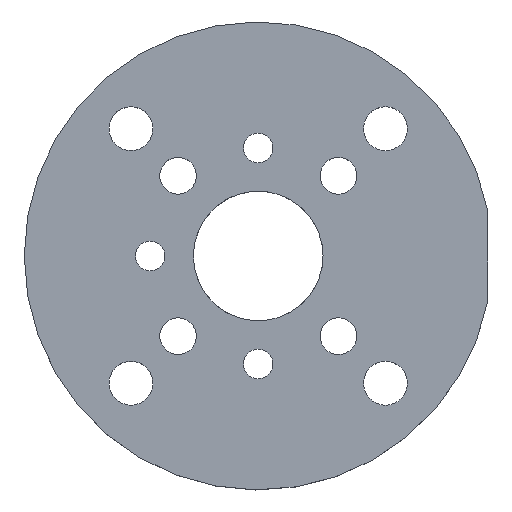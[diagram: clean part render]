
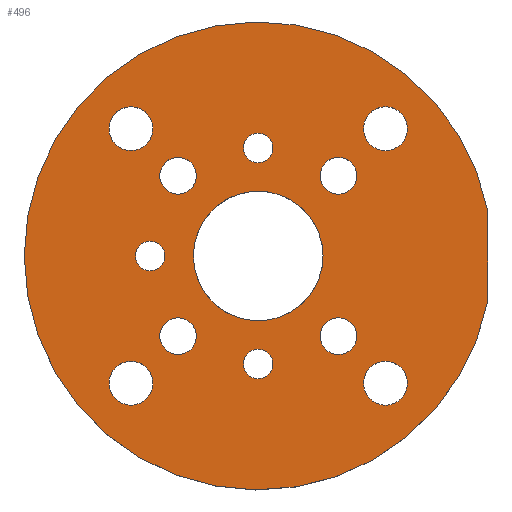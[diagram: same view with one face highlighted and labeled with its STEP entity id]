
A CAD part, top view. The second image highlights one B-rep face of the part: STEP entity #496.
In plain terms, the highlighted planar face has unit normal (0, 0, 1).
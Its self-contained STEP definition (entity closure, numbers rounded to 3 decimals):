
#29=FACE_BOUND('',#145,.T.);
#30=FACE_BOUND('',#146,.T.);
#31=FACE_BOUND('',#147,.T.);
#32=FACE_BOUND('',#148,.T.);
#33=FACE_BOUND('',#149,.T.);
#34=FACE_BOUND('',#150,.T.);
#35=FACE_BOUND('',#151,.T.);
#36=FACE_BOUND('',#152,.T.);
#37=FACE_BOUND('',#153,.T.);
#38=FACE_BOUND('',#154,.T.);
#39=FACE_BOUND('',#155,.T.);
#40=FACE_BOUND('',#156,.T.);
#43=CIRCLE('',#524,2.55);
#45=CIRCLE('',#527,3.05);
#47=CIRCLE('',#530,3.05);
#49=CIRCLE('',#533,2.55);
#51=CIRCLE('',#536,2.55);
#53=CIRCLE('',#539,2.05);
#55=CIRCLE('',#542,2.55);
#57=CIRCLE('',#545,2.05);
#59=CIRCLE('',#548,2.05);
#61=CIRCLE('',#551,3.05);
#63=CIRCLE('',#554,3.05);
#73=CIRCLE('',#571,9.);
#74=CIRCLE('',#573,32.5);
#110=FACE_OUTER_BOUND('',#144,.T.);
#144=EDGE_LOOP('',(#449,#450));
#145=EDGE_LOOP('',(#451));
#146=EDGE_LOOP('',(#452));
#147=EDGE_LOOP('',(#453));
#148=EDGE_LOOP('',(#454));
#149=EDGE_LOOP('',(#455));
#150=EDGE_LOOP('',(#456));
#151=EDGE_LOOP('',(#457));
#152=EDGE_LOOP('',(#458));
#153=EDGE_LOOP('',(#459));
#154=EDGE_LOOP('',(#460));
#155=EDGE_LOOP('',(#461));
#156=EDGE_LOOP('',(#462));
#188=LINE('',#841,#222);
#222=VECTOR('',#700,10.);
#234=VERTEX_POINT('',#742);
#236=VERTEX_POINT('',#748);
#238=VERTEX_POINT('',#754);
#240=VERTEX_POINT('',#760);
#242=VERTEX_POINT('',#766);
#244=VERTEX_POINT('',#772);
#246=VERTEX_POINT('',#778);
#248=VERTEX_POINT('',#784);
#250=VERTEX_POINT('',#790);
#252=VERTEX_POINT('',#796);
#254=VERTEX_POINT('',#802);
#266=VERTEX_POINT('',#838);
#267=VERTEX_POINT('',#840);
#269=VERTEX_POINT('',#849);
#278=EDGE_CURVE('',#234,#234,#43,.T.);
#281=EDGE_CURVE('',#236,#236,#45,.T.);
#284=EDGE_CURVE('',#238,#238,#47,.T.);
#287=EDGE_CURVE('',#240,#240,#49,.T.);
#290=EDGE_CURVE('',#242,#242,#51,.T.);
#293=EDGE_CURVE('',#244,#244,#53,.T.);
#296=EDGE_CURVE('',#246,#246,#55,.T.);
#299=EDGE_CURVE('',#248,#248,#57,.T.);
#302=EDGE_CURVE('',#250,#250,#59,.T.);
#305=EDGE_CURVE('',#252,#252,#61,.T.);
#308=EDGE_CURVE('',#254,#254,#63,.T.);
#328=EDGE_CURVE('',#266,#267,#188,.T.);
#334=EDGE_CURVE('',#269,#269,#73,.T.);
#335=EDGE_CURVE('',#266,#267,#74,.T.);
#449=ORIENTED_EDGE('',*,*,#335,.T.);
#450=ORIENTED_EDGE('',*,*,#328,.F.);
#451=ORIENTED_EDGE('',*,*,#299,.T.);
#452=ORIENTED_EDGE('',*,*,#302,.T.);
#453=ORIENTED_EDGE('',*,*,#293,.T.);
#454=ORIENTED_EDGE('',*,*,#287,.T.);
#455=ORIENTED_EDGE('',*,*,#305,.T.);
#456=ORIENTED_EDGE('',*,*,#284,.T.);
#457=ORIENTED_EDGE('',*,*,#290,.T.);
#458=ORIENTED_EDGE('',*,*,#278,.T.);
#459=ORIENTED_EDGE('',*,*,#308,.T.);
#460=ORIENTED_EDGE('',*,*,#281,.T.);
#461=ORIENTED_EDGE('',*,*,#296,.T.);
#462=ORIENTED_EDGE('',*,*,#334,.T.);
#473=PLANE('',#574);
#496=ADVANCED_FACE('',(#110,#29,#30,#31,#32,#33,#34,#35,#36,#37,#38,#39,
#40),#473,.T.);
#524=AXIS2_PLACEMENT_3D('',#743,#592,#593);
#527=AXIS2_PLACEMENT_3D('',#749,#599,#600);
#530=AXIS2_PLACEMENT_3D('',#755,#606,#607);
#533=AXIS2_PLACEMENT_3D('',#761,#613,#614);
#536=AXIS2_PLACEMENT_3D('',#767,#620,#621);
#539=AXIS2_PLACEMENT_3D('',#773,#627,#628);
#542=AXIS2_PLACEMENT_3D('',#779,#634,#635);
#545=AXIS2_PLACEMENT_3D('',#785,#641,#642);
#548=AXIS2_PLACEMENT_3D('',#791,#648,#649);
#551=AXIS2_PLACEMENT_3D('',#797,#655,#656);
#554=AXIS2_PLACEMENT_3D('',#803,#662,#663);
#571=AXIS2_PLACEMENT_3D('',#851,#712,#713);
#573=AXIS2_PLACEMENT_3D('',#853,#716,#717);
#574=AXIS2_PLACEMENT_3D('',#854,#718,#719);
#592=DIRECTION('center_axis',(0.,0.,-1.));
#593=DIRECTION('ref_axis',(-0.707,-0.707,0.));
#599=DIRECTION('center_axis',(0.,0.,-1.));
#600=DIRECTION('ref_axis',(-0.707,-0.707,0.));
#606=DIRECTION('center_axis',(0.,0.,-1.));
#607=DIRECTION('ref_axis',(-0.707,-0.707,0.));
#613=DIRECTION('center_axis',(0.,0.,-1.));
#614=DIRECTION('ref_axis',(-0.707,-0.707,0.));
#620=DIRECTION('center_axis',(0.,0.,-1.));
#621=DIRECTION('ref_axis',(-0.707,-0.707,0.));
#627=DIRECTION('center_axis',(0.,0.,-1.));
#628=DIRECTION('ref_axis',(-1.,0.,0.));
#634=DIRECTION('center_axis',(0.,0.,-1.));
#635=DIRECTION('ref_axis',(-0.707,-0.707,0.));
#641=DIRECTION('center_axis',(0.,0.,-1.));
#642=DIRECTION('ref_axis',(-1.,0.,0.));
#648=DIRECTION('center_axis',(0.,0.,-1.));
#649=DIRECTION('ref_axis',(-1.,0.,0.));
#655=DIRECTION('center_axis',(0.,0.,-1.));
#656=DIRECTION('ref_axis',(-0.707,-0.707,0.));
#662=DIRECTION('center_axis',(0.,0.,-1.));
#663=DIRECTION('ref_axis',(-0.707,-0.707,0.));
#700=DIRECTION('',(0.,-1.,0.));
#712=DIRECTION('center_axis',(0.,0.,-1.));
#713=DIRECTION('ref_axis',(-1.,0.,0.));
#716=DIRECTION('center_axis',(0.,0.,1.));
#717=DIRECTION('ref_axis',(1.,0.,0.));
#718=DIRECTION('center_axis',(0.,0.,1.));
#719=DIRECTION('ref_axis',(1.,0.,0.));
#742=CARTESIAN_POINT('',(9.334,-9.334,15.));
#743=CARTESIAN_POINT('Origin',(11.137,-11.137,15.));
#748=CARTESIAN_POINT('',(-19.834,-15.521,15.));
#749=CARTESIAN_POINT('Origin',(-17.678,-17.678,15.));
#754=CARTESIAN_POINT('',(-19.834,19.834,15.));
#755=CARTESIAN_POINT('Origin',(-17.678,17.678,15.));
#760=CARTESIAN_POINT('',(9.334,12.94,15.));
#761=CARTESIAN_POINT('Origin',(11.137,11.137,15.));
#766=CARTESIAN_POINT('',(-12.94,12.94,15.));
#767=CARTESIAN_POINT('Origin',(-11.137,11.137,15.));
#772=CARTESIAN_POINT('',(-1.45,16.45,15.));
#773=CARTESIAN_POINT('Origin',(0.,15.,15.));
#778=CARTESIAN_POINT('',(-12.94,-9.334,15.));
#779=CARTESIAN_POINT('Origin',(-11.137,-11.137,15.));
#784=CARTESIAN_POINT('',(-1.45,-13.55,15.));
#785=CARTESIAN_POINT('Origin',(0.,-15.,15.));
#790=CARTESIAN_POINT('',(-16.45,1.45,15.));
#791=CARTESIAN_POINT('Origin',(-15.,0.,15.));
#796=CARTESIAN_POINT('',(15.521,19.834,15.));
#797=CARTESIAN_POINT('Origin',(17.678,17.678,15.));
#802=CARTESIAN_POINT('',(15.521,-15.521,15.));
#803=CARTESIAN_POINT('Origin',(17.678,-17.678,15.));
#838=CARTESIAN_POINT('',(31.884,6.3,15.));
#840=CARTESIAN_POINT('',(31.884,-6.3,15.));
#841=CARTESIAN_POINT('',(31.884,6.3,15.));
#849=CARTESIAN_POINT('',(9.,0.,15.));
#851=CARTESIAN_POINT('Origin',(0.,0.,15.));
#853=CARTESIAN_POINT('Origin',(0.,0.,15.));
#854=CARTESIAN_POINT('Origin',(0.,0.,15.));
